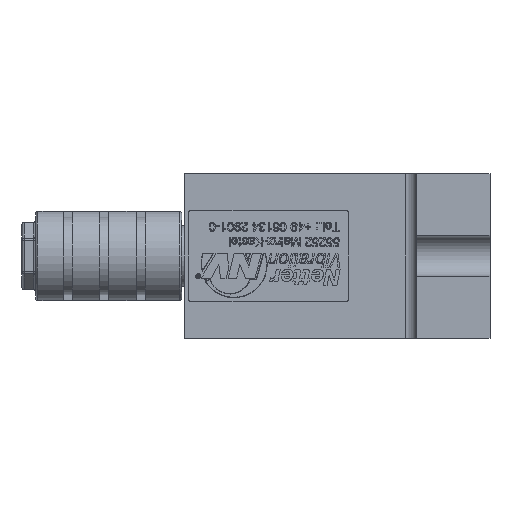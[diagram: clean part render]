
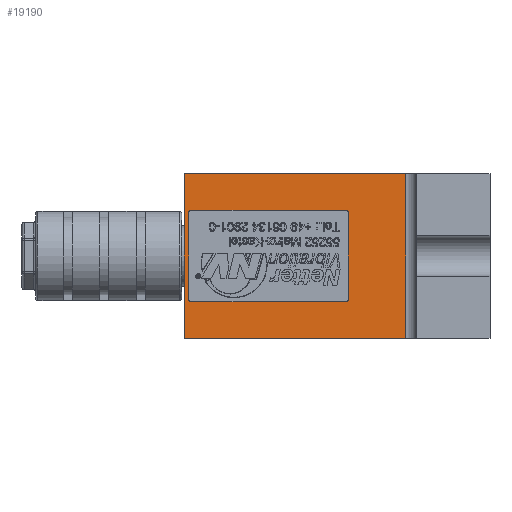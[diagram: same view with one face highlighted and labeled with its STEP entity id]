
A CAD part, left-side view. The second image highlights one B-rep face of the part: STEP entity #19190.
In plain terms, the highlighted planar face has unit normal (-1, 0, 0).
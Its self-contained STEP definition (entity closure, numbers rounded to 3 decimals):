
#665 = VERTEX_POINT ( 'NONE', #3954 ) ;
#3640 = EDGE_CURVE ( 'NONE', #5155, #665, #23984, .T. ) ;
#3954 = CARTESIAN_POINT ( 'NONE',  ( -33.5, 33.5, -18. ) ) ;
#4538 = ORIENTED_EDGE ( 'NONE', *, *, #13517, .F. ) ;
#5155 = VERTEX_POINT ( 'NONE', #16757 ) ;
#5677 = CARTESIAN_POINT ( 'NONE',  ( -33.5, 33.5, -18. ) ) ;
#6183 = CARTESIAN_POINT ( 'NONE',  ( -33.5, 33.5, 18. ) ) ;
#6846 = AXIS2_PLACEMENT_3D ( 'NONE', #5677, #13451, #23128 ) ;
#9387 = VECTOR ( 'NONE', #10025, 1000. ) ;
#10025 = DIRECTION ( 'NONE',  ( 0., 1., 0. ) ) ;
#10700 = EDGE_CURVE ( 'NONE', #20130, #14199, #14646, .T. ) ;
#11451 = PLANE ( 'NONE',  #6846 ) ;
#12058 = CARTESIAN_POINT ( 'NONE',  ( -33.5, 33.5, -18. ) ) ;
#12240 = ORIENTED_EDGE ( 'NONE', *, *, #23162, .T. ) ;
#13451 = DIRECTION ( 'NONE',  ( 1., 0., 0. ) ) ;
#13517 = EDGE_CURVE ( 'NONE', #665, #14199, #24370, .T. ) ;
#13778 = DIRECTION ( 'NONE',  ( 0., 1., 0. ) ) ;
#14199 = VERTEX_POINT ( 'NONE', #6183 ) ;
#14646 = LINE ( 'NONE', #17570, #9387 ) ;
#16757 = CARTESIAN_POINT ( 'NONE',  ( -33.5, -15., -18. ) ) ;
#16875 = ORIENTED_EDGE ( 'NONE', *, *, #3640, .F. ) ;
#17306 = ORIENTED_EDGE ( 'NONE', *, *, #10700, .T. ) ;
#17535 = FACE_OUTER_BOUND ( 'NONE', #24665, .T. ) ;
#17570 = CARTESIAN_POINT ( 'NONE',  ( -33.5, 33.5, 18. ) ) ;
#18016 = VECTOR ( 'NONE', #25248, 1000. ) ;
#18638 = LINE ( 'NONE', #19184, #18016 ) ;
#18708 = VECTOR ( 'NONE', #13778, 1000. ) ;
#19184 = CARTESIAN_POINT ( 'NONE',  ( -33.5, -15., 18. ) ) ;
#19190 = ADVANCED_FACE ( 'NONE', ( #17535 ), #11451, .F. ) ;
#19316 = DIRECTION ( 'NONE',  ( 0., 0., 1. ) ) ;
#20130 = VERTEX_POINT ( 'NONE', #23076 ) ;
#23076 = CARTESIAN_POINT ( 'NONE',  ( -33.5, -15., 18. ) ) ;
#23128 = DIRECTION ( 'NONE',  ( 0., 0., -1. ) ) ;
#23162 = EDGE_CURVE ( 'NONE', #5155, #20130, #18638, .T. ) ;
#23984 = LINE ( 'NONE', #12058, #18708 ) ;
#24370 = LINE ( 'NONE', #24689, #24676 ) ;
#24665 = EDGE_LOOP ( 'NONE', ( #16875, #12240, #17306, #4538 ) ) ;
#24676 = VECTOR ( 'NONE', #19316, 1000. ) ;
#24689 = CARTESIAN_POINT ( 'NONE',  ( -33.5, 33.5, -18. ) ) ;
#25248 = DIRECTION ( 'NONE',  ( 0., 0., 1. ) ) ;
